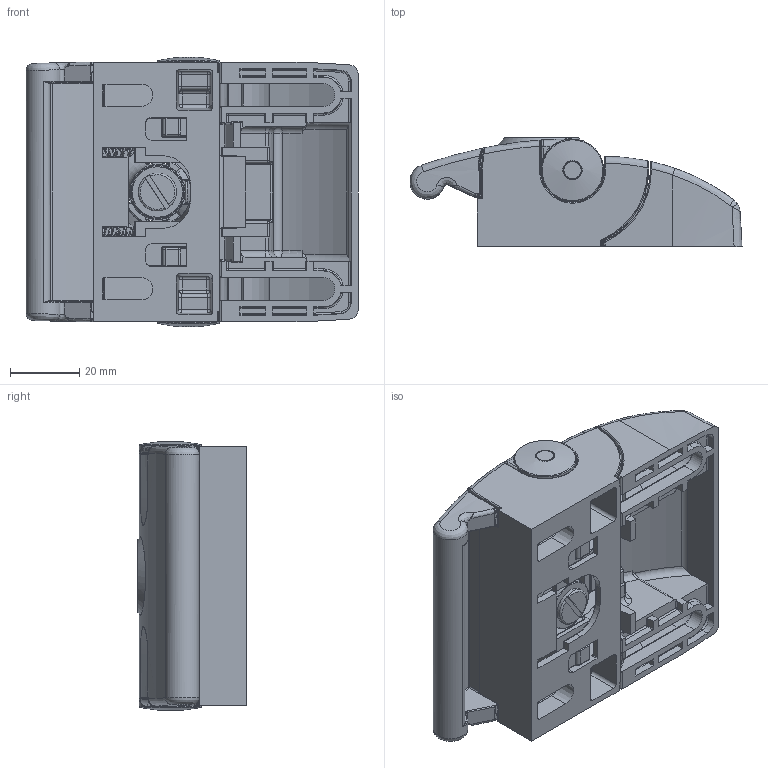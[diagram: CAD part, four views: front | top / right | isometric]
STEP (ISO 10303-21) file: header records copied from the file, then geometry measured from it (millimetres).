
FILE_DESCRIPTION(/* description */ (''),/* implementation_level */ '2;1');
FILE_NAME(/* name */ '13596_KriTec_Fallenverschluss_Mini_gleichsch_anschraubbar_von_vorne_silber_ pulverbesch.stp',/* time_stamp */ '2018-02-06T13:26:43+01:00',/* author */ ('kostic'),/* organization */ (''),/* preprocessor_version */ 'ST-DEVELOPER v16.1',/* originating_system */ 'Autodesk Inventor 2016',/* authorisation */ '');
FILE_SCHEMA (('AUTOMOTIVE_DESIGN { 1 0 10303 214 3 1 1 }'));
Products named in the file (12): 13596_Grundkoerper_feste_Seite; 13596_Grundkoerper; 13596_Hebel; 13596_Schloss; 13596_Abdeckklappe_Schloss; 13596_Abdeckkappe_feste_Seite; 13596_Schieber; 13596_Feder; 13596_Schraube; 13596_Bolzen; 13596_Schlossteil; 13596_KriTec_Fallenverschluss_Mini_gleichsch_anschraubbar_von_vorne_s
ilber_ pulverbesch
Assembly tree (16 placements, depth 2):
  13596_KriTec_Fallenverschluss_Mini_gleichsch_anschraubbar_von_vorne_s
ilber_ pulverbesch
    13596_Grundkoerper_feste_Seite
    13596_Grundkoerper
    13596_Hebel
    13596_Schloss
    13596_Abdeckklappe_Schloss  x2
    13596_Abdeckkappe_feste_Seite  x2
    13596_Schieber
    13596_Feder  x2
    13596_Schraube
    13596_Bolzen  x2
    13596_Schlossteil  x2
Bounding box: 96.01 x 31.57 x 77.81 mm (x, y, z)
Volume: 75677 mm3; surface area: 63509.3 mm2
Topology: 16 solids, 16 shells, 2993 faces, 7539 edges, 4336 vertices
Faces by surface type: cylinder 988, plane 966, bspline 578, torus 255, sphere 183, cone 23
Full cylindrical faces by diameter (mm): 1.7 x2, 4.5 x1, 5 x9, 5.474 x1, 5.5 x1, 6 x1, 11 x1, 11.9 x2, 13 x2, 15 x2, 16 x2, 17 x1, 18 x2
Entity records: 101445 total; most frequent: CARTESIAN_POINT 41664, ORIENTED_EDGE 12246, DIRECTION 11844, EDGE_CURVE 6123, AXIS2_PLACEMENT_3D 4616, VERTEX_POINT 3626, EDGE_LOOP 2663, LINE 2612
